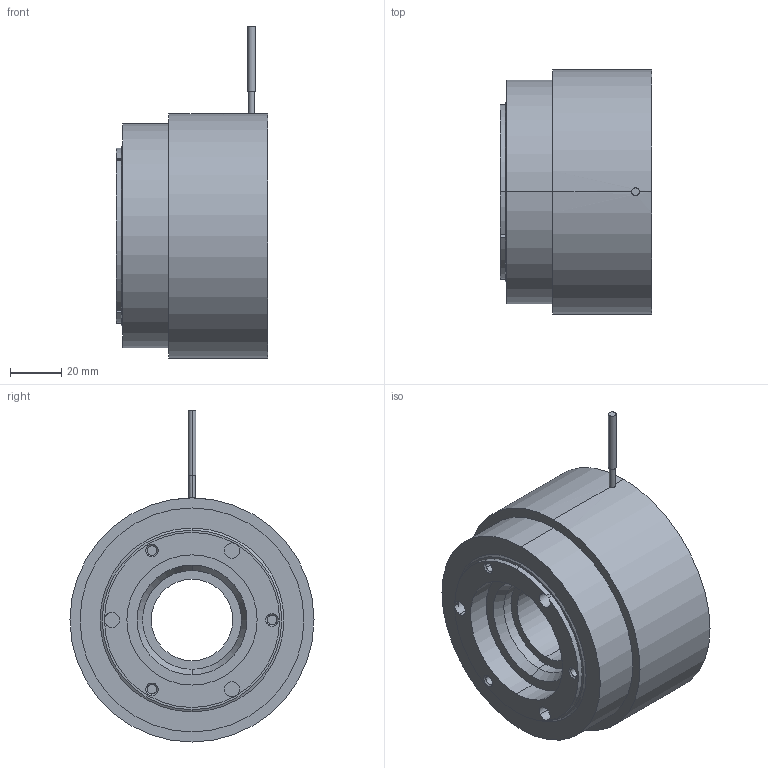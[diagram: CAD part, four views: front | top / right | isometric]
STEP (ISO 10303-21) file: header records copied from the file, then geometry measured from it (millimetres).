
FILE_DESCRIPTION(('starvars output'),'2;1');
FILE_NAME('cv20170217075758000029589.stp','07:57:58 2017/02/17',( 'Thomas Industrial Network Germany GmbH'),( 'Thomas Industrial Network Germany GmbH'),'unknown preprocess','ACIS' ,'unknown authorization');
FILE_SCHEMA(('CONFIG_CONTROL_DESIGN {UNKNOWN IMPLEMENTATION LEVEL}'));
Length unit declared in the file: millimetre
Products named in the file (1): PRODUCT_ID_1
Bounding box: 59.18 x 95.25 x 129.54 mm (x, y, z)
Volume: 330853.2 mm3; surface area: 37343.3 mm2
Topology: 1 solids, 1 shells, 62 faces, 138 edges, 87 vertices
Faces by surface type: cylinder 31, cone 16, plane 15
Entity records: 1514 total; most frequent: ORIENTED_EDGE 276, CARTESIAN_POINT 252, DIRECTION 203, EDGE_CURVE 138, VERTEX_POINT 87, AXIS2_PLACEMENT_3D 76, EDGE_LOOP 73, FACE_BOUND 73
